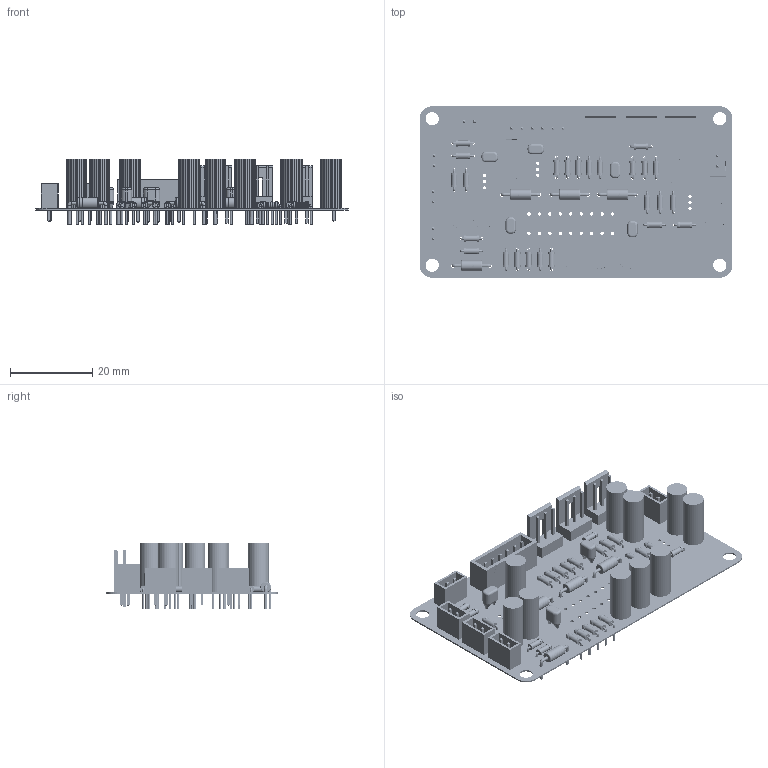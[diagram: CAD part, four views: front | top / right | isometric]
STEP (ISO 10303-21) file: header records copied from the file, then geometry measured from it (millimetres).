
FILE_DESCRIPTION(('Open CASCADE Model'),'2;1');
FILE_NAME('Open CASCADE Shape Model','2024-12-01T22:02:42',('Author'),( 'Open CASCADE'),'Open CASCADE STEP processor 7.5','Open CASCADE 7.5' ,'Unknown');
FILE_SCHEMA(('AUTOMOTIVE_DESIGN { 1 0 10303 214 1 1 1 1 }'));
Length unit declared in the file: millimetre
Products named in the file (86): PCB; Board; Open CASCADE STEP translator 7.5 1.1.1; Tone; c-171825-3-y-3d; SW; 6703087824; Body; LeadsArray; R25; Res_Vishay_MRS16000C2002FCT00_eec; 2; 3; c1; c2; c3; c4; c5; Vishay; R24; R23; R22; R21; R20; R19; R18; R17; R16; R15; R14; R13; R12; R11; R10; R9; R8; R7; R6; R5; R4 ...
Assembly tree (130 placements, depth 4):
  PCB
    Board
      Open CASCADE STEP translator 7.5 1.1.1
    Tone
      c-171825-3-y-3d
    SW
      6703087824
        Body
        LeadsArray
    R25
      Res_Vishay_MRS16000C2002FCT00_eec
        2
        3
        c1
        c2
        c3
        c4
        c5
        Vishay
    R24
      Res_Vishay_MRS16000C2002FCT00_eec
        2
        3
        c1
        c2
        c3
        c4
        c5
        Vishay
    R23
      Res_Vishay_MRS16000C2002FCT00_eec
        2
        3
        c1
        c2
        c3
        c4
        c5
        Vishay
    R22
      Res_Vishay_MRS16000C2002FCT00_eec
        2
        3
        c1
        c2
        c3
        c4
        c5
        Vishay
    R21
      Res_Vishay_MRS16000C2002FCT00_eec
        2
        3
        c1
        c2
        c3
        c4
        c5
        Vishay
    R20
Bounding box: 75.95 x 41.66 x 16.01 mm (x, y, z)
Volume: 5601.2 mm3; surface area: 14760.3 mm2
Topology: 605 solids, 605 shells, 6831 faces, 16446 edges, 10913 vertices
Faces by surface type: plane 4197, bspline 1684, cylinder 768, torus 174, cone 8
Full cylindrical faces by diameter (mm): 0.5 x110, 0.65 x50, 0.7 x10, 0.77 x24, 0.79 x9, 0.8 x20, 0.82 x18, 0.9 x9, 1 x8, 1.1 x16, 1.4 x275, 1.6 x50, 2.6 x12, 3.2 x4
Entity records: 40867 total; most frequent: CARTESIAN_POINT 12835, ORIENTED_EDGE 5530, DIRECTION 4662, EDGE_CURVE 2765, VERTEX_POINT 1809, LINE 1720, VECTOR 1720, AXIS2_PLACEMENT_3D 1471
